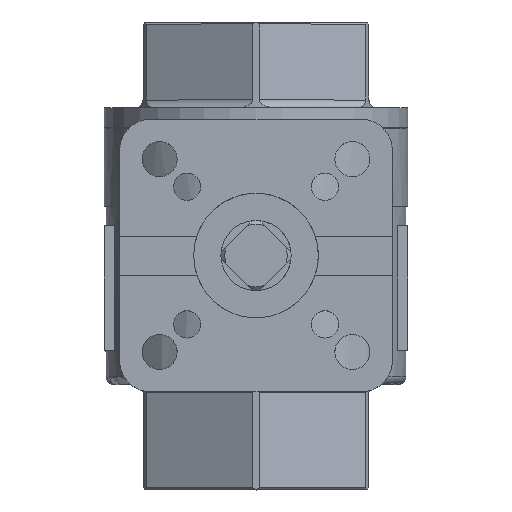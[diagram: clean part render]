
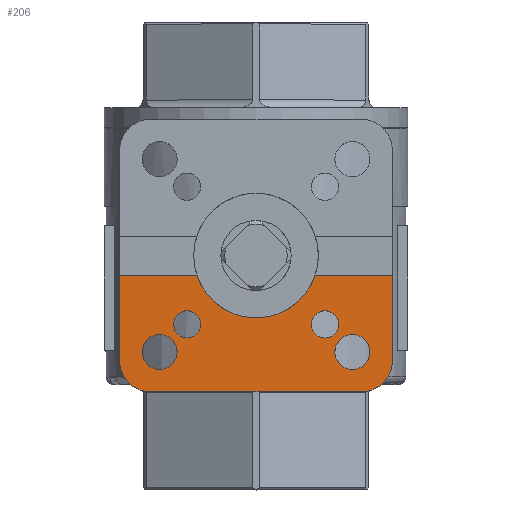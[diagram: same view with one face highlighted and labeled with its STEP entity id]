
A CAD part, top view. The second image highlights one B-rep face of the part: STEP entity #206.
In plain terms, the highlighted planar face has unit normal (0, 0, 1).
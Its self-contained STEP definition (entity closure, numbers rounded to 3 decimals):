
#206 = ADVANCED_FACE( '', ( #506, #507, #508, #509, #510 ), #511, .F. );
#506 = FACE_BOUND( '', #2059, .T. );
#507 = FACE_BOUND( '', #2060, .T. );
#508 = FACE_BOUND( '', #2061, .T. );
#509 = FACE_BOUND( '', #2062, .T. );
#510 = FACE_OUTER_BOUND( '', #2063, .T. );
#511 = PLANE( '', #2064 );
#2059 = EDGE_LOOP( '', ( #2643 ) );
#2060 = EDGE_LOOP( '', ( #2644 ) );
#2061 = EDGE_LOOP( '', ( #2645 ) );
#2062 = EDGE_LOOP( '', ( #2646 ) );
#2063 = EDGE_LOOP( '', ( #2647, #2648, #2649, #2650, #2651, #2652, #2653, #2654 ) );
#2064 = AXIS2_PLACEMENT_3D( '', #2655, #2656, #2657 );
#2643 = ORIENTED_EDGE( '', *, *, #3664, .T. );
#2644 = ORIENTED_EDGE( '', *, *, #3665, .T. );
#2645 = ORIENTED_EDGE( '', *, *, #3666, .T. );
#2646 = ORIENTED_EDGE( '', *, *, #3667, .T. );
#2647 = ORIENTED_EDGE( '', *, *, #3668, .T. );
#2648 = ORIENTED_EDGE( '', *, *, #3669, .F. );
#2649 = ORIENTED_EDGE( '', *, *, #3670, .T. );
#2650 = ORIENTED_EDGE( '', *, *, #3578, .F. );
#2651 = ORIENTED_EDGE( '', *, *, #3671, .T. );
#2652 = ORIENTED_EDGE( '', *, *, #3672, .F. );
#2653 = ORIENTED_EDGE( '', *, *, #3673, .T. );
#2654 = ORIENTED_EDGE( '', *, *, #3674, .F. );
#2655 = CARTESIAN_POINT( '', ( -35., 25., 68. ) );
#2656 = DIRECTION( '', ( 0., 0., -1. ) );
#2657 = DIRECTION( '', ( -1., 0., 0. ) );
#3578 = EDGE_CURVE( '', #4059, #4060, #4061, .T. );
#3664 = EDGE_CURVE( '', #4205, #4205, #4206, .T. );
#3665 = EDGE_CURVE( '', #4207, #4207, #4208, .T. );
#3666 = EDGE_CURVE( '', #4209, #4209, #4210, .T. );
#3667 = EDGE_CURVE( '', #4211, #4211, #4212, .T. );
#3668 = EDGE_CURVE( '', #4213, #4214, #4215, .T. );
#3669 = EDGE_CURVE( '', #4216, #4214, #4217, .T. );
#3670 = EDGE_CURVE( '', #4216, #4060, #4218, .T. );
#3671 = EDGE_CURVE( '', #4059, #4219, #4220, .F. );
#3672 = EDGE_CURVE( '', #4221, #4219, #4222, .T. );
#3673 = EDGE_CURVE( '', #4221, #4223, #4224, .F. );
#3674 = EDGE_CURVE( '', #4213, #4223, #4225, .T. );
#4059 = VERTEX_POINT( '', #5281 );
#4060 = VERTEX_POINT( '', #5282 );
#4061 = LINE( '', #5283, #5284 );
#4205 = VERTEX_POINT( '', #5489 );
#4206 = CIRCLE( '', #5490, 4.5 );
#4207 = VERTEX_POINT( '', #5491 );
#4208 = CIRCLE( '', #5492, 3.5 );
#4209 = VERTEX_POINT( '', #5493 );
#4210 = CIRCLE( '', #5494, 4.5 );
#4211 = VERTEX_POINT( '', #5495 );
#4212 = CIRCLE( '', #5496, 3.5 );
#4213 = VERTEX_POINT( '', #5497 );
#4214 = VERTEX_POINT( '', #5498 );
#4215 = LINE( '', #5499, #5500 );
#4216 = VERTEX_POINT( '', #5501 );
#4217 = CIRCLE( '', #5502, 16. );
#4218 = LINE( '', #5503, #5504 );
#4219 = VERTEX_POINT( '', #5505 );
#4220 = CIRCLE( '', #5506, 8. );
#4221 = VERTEX_POINT( '', #5507 );
#4222 = LINE( '', #5508, #5509 );
#4223 = VERTEX_POINT( '', #5510 );
#4224 = CIRCLE( '', #5511, 8. );
#4225 = LINE( '', #5512, #5513 );
#5281 = CARTESIAN_POINT( '', ( -35., 33., 68. ) );
#5282 = CARTESIAN_POINT( '', ( -35., 55., 68. ) );
#5283 = CARTESIAN_POINT( '', ( -35., 25., 68. ) );
#5284 = VECTOR( '', #6082, 1000. );
#5489 = CARTESIAN_POINT( '', ( -29.24, 35.25, 68. ) );
#5490 = AXIS2_PLACEMENT_3D( '', #6180, #6181, #6182 );
#5491 = CARTESIAN_POINT( '', ( 14.18, 42.32, 68. ) );
#5492 = AXIS2_PLACEMENT_3D( '', #6183, #6184, #6185 );
#5493 = CARTESIAN_POINT( '', ( 20.25, 35.25, 68. ) );
#5494 = AXIS2_PLACEMENT_3D( '', #6186, #6187, #6188 );
#5495 = CARTESIAN_POINT( '', ( -21.17, 42.32, 68. ) );
#5496 = AXIS2_PLACEMENT_3D( '', #6189, #6190, #6191 );
#5497 = CARTESIAN_POINT( '', ( 35., 55., 68. ) );
#5498 = CARTESIAN_POINT( '', ( 15.199, 55., 68. ) );
#5499 = CARTESIAN_POINT( '', ( 35., 55., 68. ) );
#5500 = VECTOR( '', #6192, 1000. );
#5501 = CARTESIAN_POINT( '', ( -15.199, 55., 68. ) );
#5502 = AXIS2_PLACEMENT_3D( '', #6193, #6194, #6195 );
#5503 = CARTESIAN_POINT( '', ( -10., 55., 68. ) );
#5504 = VECTOR( '', #6196, 1000. );
#5505 = CARTESIAN_POINT( '', ( -27., 25., 68. ) );
#5506 = AXIS2_PLACEMENT_3D( '', #6197, #6198, #6199 );
#5507 = CARTESIAN_POINT( '', ( 27., 25., 68. ) );
#5508 = CARTESIAN_POINT( '', ( 35., 25., 68. ) );
#5509 = VECTOR( '', #6200, 1000. );
#5510 = CARTESIAN_POINT( '', ( 35., 33., 68. ) );
#5511 = AXIS2_PLACEMENT_3D( '', #6201, #6202, #6203 );
#5512 = CARTESIAN_POINT( '', ( 35., 95., 68. ) );
#5513 = VECTOR( '', #6204, 1000. );
#6082 = DIRECTION( '', ( 0., 1., 0. ) );
#6180 = CARTESIAN_POINT( '', ( -24.74, 35.25, 68. ) );
#6181 = DIRECTION( '', ( 0., 0., -1. ) );
#6182 = DIRECTION( '', ( -1., 0., 0. ) );
#6183 = CARTESIAN_POINT( '', ( 17.68, 42.32, 68. ) );
#6184 = DIRECTION( '', ( 0., 0., -1. ) );
#6185 = DIRECTION( '', ( -1., 0., 0. ) );
#6186 = CARTESIAN_POINT( '', ( 24.75, 35.25, 68. ) );
#6187 = DIRECTION( '', ( 0., 0., -1. ) );
#6188 = DIRECTION( '', ( -1., 0., 0. ) );
#6189 = CARTESIAN_POINT( '', ( -17.67, 42.32, 68. ) );
#6190 = DIRECTION( '', ( 0., 0., -1. ) );
#6191 = DIRECTION( '', ( -1., 0., 0. ) );
#6192 = DIRECTION( '', ( -1., 0., 0. ) );
#6193 = CARTESIAN_POINT( '', ( 0., 60., 68. ) );
#6194 = DIRECTION( '', ( 0., 0., 1. ) );
#6195 = DIRECTION( '', ( 1., 0., 0. ) );
#6196 = DIRECTION( '', ( -1., 0., 0. ) );
#6197 = CARTESIAN_POINT( '', ( -27., 33., 68. ) );
#6198 = DIRECTION( '', ( 0., 0., -1. ) );
#6199 = DIRECTION( '', ( -1., 0., 0. ) );
#6200 = DIRECTION( '', ( -1., 0., 0. ) );
#6201 = CARTESIAN_POINT( '', ( 27., 33., 68. ) );
#6202 = DIRECTION( '', ( 0., 0., -1. ) );
#6203 = DIRECTION( '', ( -1., 0., 0. ) );
#6204 = DIRECTION( '', ( 0., -1., 0. ) );
